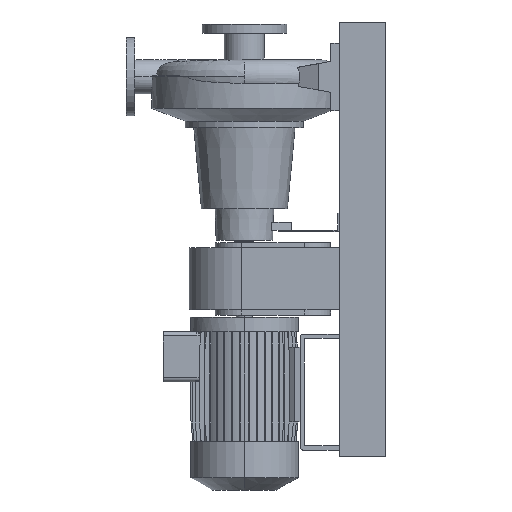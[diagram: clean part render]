
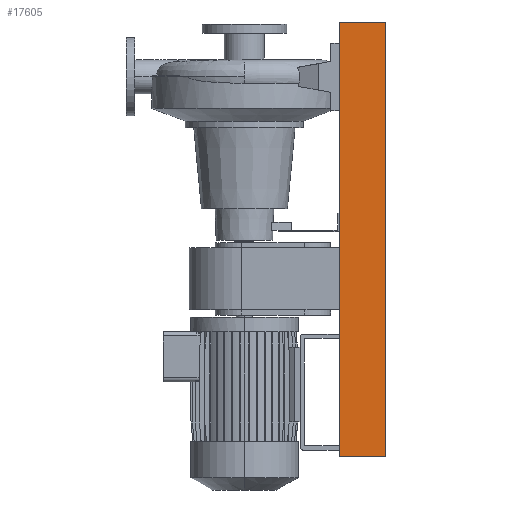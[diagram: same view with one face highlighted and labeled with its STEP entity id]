
A CAD part, left-side view. The second image highlights one B-rep face of the part: STEP entity #17605.
In plain terms, the highlighted planar face has unit normal (-1, 0, 0).
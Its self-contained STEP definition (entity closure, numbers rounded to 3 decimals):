
#459 = ORIENTED_EDGE ( 'NONE', *, *, #11465, .T. ) ;
#1719 = CARTESIAN_POINT ( 'NONE',  ( -200., -55., 515. ) ) ;
#1819 = LINE ( 'NONE', #1719, #11354 ) ;
#2003 = VECTOR ( 'NONE', #15481, 1000. ) ;
#4686 = LINE ( 'NONE', #6317, #8312 ) ;
#4703 = EDGE_LOOP ( 'NONE', ( #13573, #5641, #459, #8649 ) ) ;
#5641 = ORIENTED_EDGE ( 'NONE', *, *, #21367, .F. ) ;
#6266 = VERTEX_POINT ( 'NONE', #13401 ) ;
#6317 = CARTESIAN_POINT ( 'NONE',  ( -200., -55., -515. ) ) ;
#6665 = VECTOR ( 'NONE', #17258, 1000. ) ;
#8083 = DIRECTION ( 'NONE',  ( -1., 0., 0. ) ) ;
#8312 = VECTOR ( 'NONE', #17738, 1000. ) ;
#8392 = FACE_OUTER_BOUND ( 'NONE', #4703, .T. ) ;
#8628 = EDGE_CURVE ( 'NONE', #13050, #17987, #4686, .T. ) ;
#8649 = ORIENTED_EDGE ( 'NONE', *, *, #8628, .T. ) ;
#10149 = DIRECTION ( 'NONE',  ( 0., -1., 0. ) ) ;
#11354 = VECTOR ( 'NONE', #10149, 1000. ) ;
#11461 = CARTESIAN_POINT ( 'NONE',  ( -200., 55., 515. ) ) ;
#11465 = EDGE_CURVE ( 'NONE', #6266, #13050, #12199, .T. ) ;
#12199 = LINE ( 'NONE', #17050, #6665 ) ;
#13050 = VERTEX_POINT ( 'NONE', #19737 ) ;
#13401 = CARTESIAN_POINT ( 'NONE',  ( -200., 55., -515. ) ) ;
#13573 = ORIENTED_EDGE ( 'NONE', *, *, #20751, .F. ) ;
#14550 = CARTESIAN_POINT ( 'NONE',  ( -200., -55., -515. ) ) ;
#14969 = PLANE ( 'NONE',  #19544 ) ;
#15163 = VERTEX_POINT ( 'NONE', #11461 ) ;
#15481 = DIRECTION ( 'NONE',  ( 0., 0., 1. ) ) ;
#16774 = LINE ( 'NONE', #20330, #2003 ) ;
#17050 = CARTESIAN_POINT ( 'NONE',  ( -200., -55., -515. ) ) ;
#17258 = DIRECTION ( 'NONE',  ( 0., -1., 0. ) ) ;
#17605 = ADVANCED_FACE ( 'NONE', ( #8392 ), #14969, .T. ) ;
#17738 = DIRECTION ( 'NONE',  ( 0., 0., 1. ) ) ;
#17882 = DIRECTION ( 'NONE',  ( 0., 0., 1. ) ) ;
#17987 = VERTEX_POINT ( 'NONE', #19583 ) ;
#19544 = AXIS2_PLACEMENT_3D ( 'NONE', #14550, #8083, #17882 ) ;
#19583 = CARTESIAN_POINT ( 'NONE',  ( -200., -55., 515. ) ) ;
#19737 = CARTESIAN_POINT ( 'NONE',  ( -200., -55., -515. ) ) ;
#20330 = CARTESIAN_POINT ( 'NONE',  ( -200., 55., -515. ) ) ;
#20751 = EDGE_CURVE ( 'NONE', #15163, #17987, #1819, .T. ) ;
#21367 = EDGE_CURVE ( 'NONE', #6266, #15163, #16774, .T. ) ;
